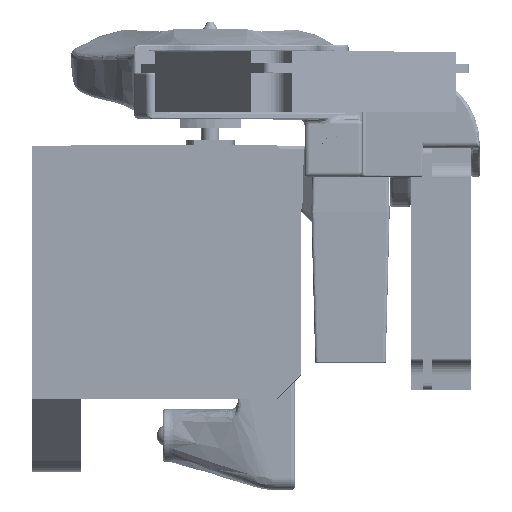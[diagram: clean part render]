
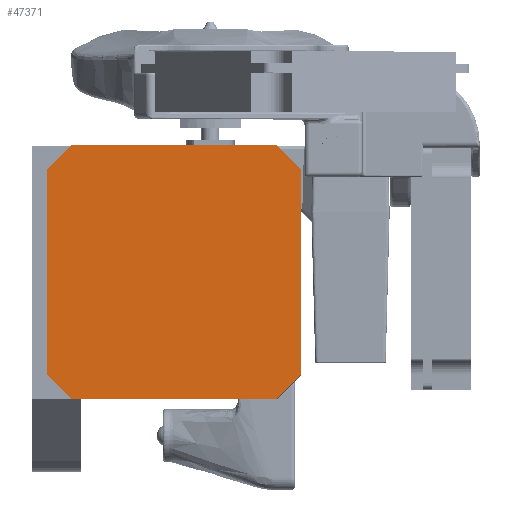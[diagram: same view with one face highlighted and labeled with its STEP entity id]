
A CAD part, top view. The second image highlights one B-rep face of the part: STEP entity #47371.
In plain terms, the highlighted face is planar.
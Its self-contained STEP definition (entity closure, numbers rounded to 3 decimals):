
#1412=PLANE('',#52204);
#2719=LINE('',#158868,#4519);
#2722=LINE('',#158874,#4522);
#2725=LINE('',#158879,#4525);
#2727=LINE('',#158883,#4527);
#2730=LINE('',#158889,#4530);
#2732=LINE('',#158892,#4532);
#2733=LINE('',#158893,#4533);
#2734=LINE('',#158894,#4534);
#4519=VECTOR('',#62201,10.);
#4522=VECTOR('',#62206,10.);
#4525=VECTOR('',#62211,10.);
#4527=VECTOR('',#62215,10.);
#4530=VECTOR('',#62220,10.);
#4532=VECTOR('',#62224,10.);
#4533=VECTOR('',#62225,10.);
#4534=VECTOR('',#62226,10.);
#8653=FACE_OUTER_BOUND('',#11833,.T.);
#11833=EDGE_LOOP('',(#40514,#40515,#40516,#40517,#40518,#40519,#40520,#40521));
#20982=VERTEX_POINT('',#158865);
#20983=VERTEX_POINT('',#158867);
#20984=VERTEX_POINT('',#158871);
#20985=VERTEX_POINT('',#158873);
#20986=VERTEX_POINT('',#158878);
#20987=VERTEX_POINT('',#158882);
#20988=VERTEX_POINT('',#158886);
#20989=VERTEX_POINT('',#158888);
#27644=EDGE_CURVE('',#20983,#20982,#2719,.T.);
#27647=EDGE_CURVE('',#20985,#20984,#2722,.T.);
#27650=EDGE_CURVE('',#20986,#20985,#2725,.T.);
#27652=EDGE_CURVE('',#20987,#20986,#2727,.T.);
#27655=EDGE_CURVE('',#20989,#20988,#2730,.T.);
#27657=EDGE_CURVE('',#20988,#20987,#2732,.T.);
#27658=EDGE_CURVE('',#20984,#20983,#2733,.T.);
#27659=EDGE_CURVE('',#20982,#20989,#2734,.T.);
#40514=ORIENTED_EDGE('',*,*,#27655,.T.);
#40515=ORIENTED_EDGE('',*,*,#27657,.T.);
#40516=ORIENTED_EDGE('',*,*,#27652,.T.);
#40517=ORIENTED_EDGE('',*,*,#27650,.T.);
#40518=ORIENTED_EDGE('',*,*,#27647,.T.);
#40519=ORIENTED_EDGE('',*,*,#27658,.T.);
#40520=ORIENTED_EDGE('',*,*,#27644,.T.);
#40521=ORIENTED_EDGE('',*,*,#27659,.T.);
#47371=ADVANCED_FACE('',(#8653),#1412,.T.);
#52204=AXIS2_PLACEMENT_3D('',#158891,#62222,#62223);
#62201=DIRECTION('',(0.707,-0.707,0.));
#62206=DIRECTION('',(0.707,0.707,0.));
#62211=DIRECTION('',(0.,1.,0.));
#62215=DIRECTION('',(-0.707,0.707,0.));
#62220=DIRECTION('',(-0.707,-0.707,0.));
#62222=DIRECTION('center_axis',(0.,0.,-1.));
#62223=DIRECTION('ref_axis',(-1.,0.,0.));
#62224=DIRECTION('',(-1.,0.,0.));
#62225=DIRECTION('',(1.,0.,0.));
#62226=DIRECTION('',(0.,-1.,0.));
#158865=CARTESIAN_POINT('',(21.,17.,-29.8));
#158867=CARTESIAN_POINT('',(17.,21.,-29.8));
#158868=CARTESIAN_POINT('',(17.,21.,-29.8));
#158871=CARTESIAN_POINT('',(-17.,21.,-29.8));
#158873=CARTESIAN_POINT('',(-21.,17.,-29.8));
#158874=CARTESIAN_POINT('',(-21.,17.,-29.8));
#158878=CARTESIAN_POINT('',(-21.,-17.,-29.8));
#158879=CARTESIAN_POINT('',(-21.,-17.,-29.8));
#158882=CARTESIAN_POINT('',(-17.,-21.,-29.8));
#158883=CARTESIAN_POINT('',(-17.,-21.,-29.8));
#158886=CARTESIAN_POINT('',(17.,-21.,-29.8));
#158888=CARTESIAN_POINT('',(21.,-17.,-29.8));
#158889=CARTESIAN_POINT('',(21.,-17.,-29.8));
#158891=CARTESIAN_POINT('Origin',(0.,0.,-29.8));
#158892=CARTESIAN_POINT('',(-17.,-21.,-29.8));
#158893=CARTESIAN_POINT('',(17.,21.,-29.8));
#158894=CARTESIAN_POINT('',(21.,-17.,-29.8));
